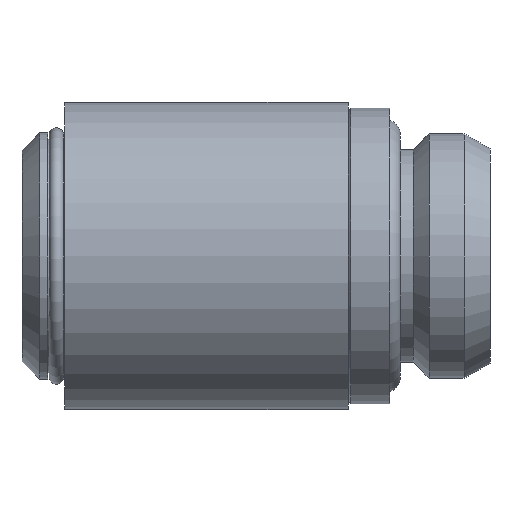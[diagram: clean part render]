
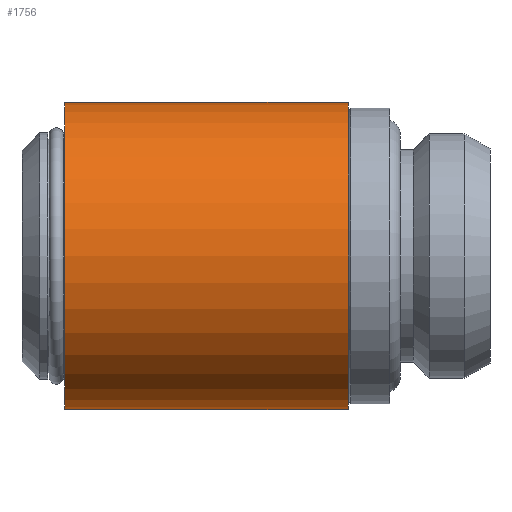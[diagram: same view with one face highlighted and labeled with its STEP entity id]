
A CAD part, left-side view. The second image highlights one B-rep face of the part: STEP entity #1756.
In plain terms, the highlighted cylindrical face has radius 13 mm (diameter 26 mm), a partial arc.
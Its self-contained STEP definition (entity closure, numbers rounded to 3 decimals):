
#184 = LINE ( 'NONE', #193, #192 ) ;
#186 = CARTESIAN_POINT ( 'NONE',  ( 0., 12., 13. ) ) ;
#191 = DIRECTION ( 'NONE',  ( 0., 1., 0. ) ) ;
#192 = VECTOR ( 'NONE', #191, 1000. ) ;
#193 = CARTESIAN_POINT ( 'NONE',  ( 0., 37.586, -13. ) ) ;
#1575 = DIRECTION ( 'NONE',  ( 0., 0., -1. ) ) ;
#1576 = DIRECTION ( 'NONE',  ( 0., -1., 0. ) ) ;
#1577 = CARTESIAN_POINT ( 'NONE',  ( 0., 36., 0. ) ) ;
#1578 = AXIS2_PLACEMENT_3D ( 'NONE', #1577, #1576, #1575 ) ;
#1579 = CIRCLE ( 'NONE', #1578, 13. ) ;
#1746 = EDGE_LOOP ( 'NONE', ( #1750, #1755, #1754, #1751 ) ) ;
#1749 = EDGE_CURVE ( 'NONE', #2326, #2328, #1579, .T. ) ;
#1750 = ORIENTED_EDGE ( 'NONE', *, *, #2402, .F. ) ;
#1751 = ORIENTED_EDGE ( 'NONE', *, *, #1749, .T. ) ;
#1754 = ORIENTED_EDGE ( 'NONE', *, *, #2339, .T. ) ;
#1755 = ORIENTED_EDGE ( 'NONE', *, *, #1823, .T. ) ;
#1756 = ADVANCED_FACE ( 'NONE', ( #1893 ), #1878, .T. ) ;
#1823 = EDGE_CURVE ( 'NONE', #2305, #2397, #1993, .T. ) ;
#1854 = CARTESIAN_POINT ( 'NONE',  ( 0., 37.586, 0. ) ) ;
#1855 = AXIS2_PLACEMENT_3D ( 'NONE', #1854, #1977, #1976 ) ;
#1878 = CYLINDRICAL_SURFACE ( 'NONE', #1855, 13. ) ;
#1893 = FACE_OUTER_BOUND ( 'NONE', #1746, .T. ) ;
#1976 = DIRECTION ( 'NONE',  ( 0., 0., 1. ) ) ;
#1977 = DIRECTION ( 'NONE',  ( 0., 1., 0. ) ) ;
#1990 = DIRECTION ( 'NONE',  ( 0., 1., 0. ) ) ;
#1991 = CARTESIAN_POINT ( 'NONE',  ( 0., 12., 0. ) ) ;
#1992 = AXIS2_PLACEMENT_3D ( 'NONE', #1991, #1990, #2027 ) ;
#1993 = CIRCLE ( 'NONE', #1992, 13. ) ;
#2027 = DIRECTION ( 'NONE',  ( 0., 0., 1. ) ) ;
#2305 = VERTEX_POINT ( 'NONE', #2409 ) ;
#2326 = VERTEX_POINT ( 'NONE', #2426 ) ;
#2328 = VERTEX_POINT ( 'NONE', #2422 ) ;
#2339 = EDGE_CURVE ( 'NONE', #2397, #2326, #2495, .T. ) ;
#2397 = VERTEX_POINT ( 'NONE', #186 ) ;
#2402 = EDGE_CURVE ( 'NONE', #2305, #2328, #184, .T. ) ;
#2409 = CARTESIAN_POINT ( 'NONE',  ( 0., 12., -13. ) ) ;
#2422 = CARTESIAN_POINT ( 'NONE',  ( 0., 36., -13. ) ) ;
#2426 = CARTESIAN_POINT ( 'NONE',  ( 0., 36., 13. ) ) ;
#2494 = CARTESIAN_POINT ( 'NONE',  ( 0., 37.586, 13. ) ) ;
#2495 = LINE ( 'NONE', #2494, #2497 ) ;
#2496 = DIRECTION ( 'NONE',  ( 0., 1., 0. ) ) ;
#2497 = VECTOR ( 'NONE', #2496, 1000. ) ;
